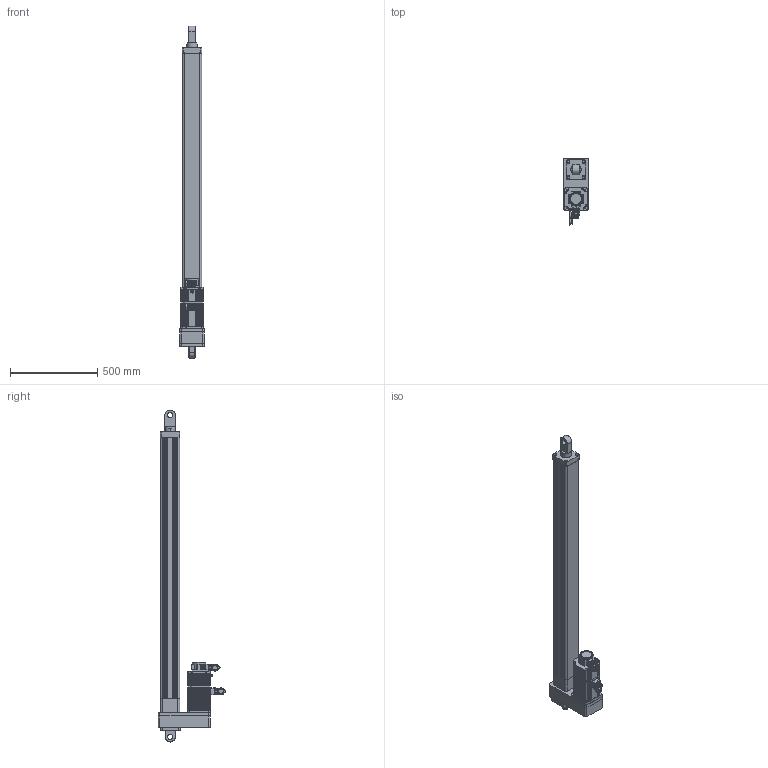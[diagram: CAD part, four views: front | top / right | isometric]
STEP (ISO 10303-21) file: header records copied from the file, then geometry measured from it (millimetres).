
FILE_DESCRIPTION (( 'STEP AP203' ), '1' );
FILE_NAME ('230427-NG-110缸折叠1300行程前后单销耳安装装配体.STEP', '2023-10-19T02:59:45', ( '微软用户' ), ( '微软中国' ), 'SwSTEP 2.0', 'SolidWorks 2016', '' );
FILE_SCHEMA (( 'CONFIG_CONTROL_DESIGN' ));
Length unit declared in the file: millimetre
Products named in the file (19): 130綴裔; 瑤脣價釱; 15郋瑤脣; 15郋瑤脣釱_1; 130惕掅綴裔; 4郋瑤脣; 130-4郋瑤脣釱_1; 晤鎢ん欶; 230427-NG-95詰蚚ヶ等种嫉; 130儂褲; 130惕掅儂褲; 130ヶ裔; 230427-NG-110缸行程1800折叠前后单销耳安装; 130 6N.M惕掅粣; 230427-NG-95詰蚚MS-130ST-TL10025BZ-22P6; 瑤脣々菜; 惕掅脣芛; 230427-NG-110詰蚚綴等种嫉; 230427-NG-110缸折叠1300行程前后单销耳安装装配体
Assembly tree (19 placements, depth 4):
  230427-NG-110缸折叠1300行程前后单销耳安装装配体
    230427-NG-110缸行程1800折叠前后单销耳安装
    230427-NG-110詰蚚綴等种嫉
    230427-NG-95詰蚚MS-130ST-TL10025BZ-22P6
      130ヶ裔
      130綴裔
      晤鎢ん欶
      130 6N.M惕掅粣
      130惕掅綴裔
      130儂褲
      130-4郋瑤脣釱_1
        4郋瑤脣
        瑤脣價釱
        瑤脣々菜
      15郋瑤脣釱_1
        15郋瑤脣
        瑤脣々菜
      130惕掅儂褲
      惕掅脣芛
    230427-NG-95詰蚚ヶ等种嫉
Bounding box: 142 x 388.78 x 1901 mm (x, y, z)
Volume: 13110633.6 mm3; surface area: 2347399 mm2
Topology: 17 solids, 22 shells, 2114 faces, 5711 edges, 3700 vertices
Faces by surface type: plane 1141, cylinder 851, bspline 81, cone 37, torus 4
Entity records: 77971 total; most frequent: CARTESIAN_POINT 24004, ORIENTED_EDGE 11030, DIRECTION 10638, EDGE_CURVE 5515, VERTEX_POINT 3624, LINE 3592, VECTOR 3592, AXIS2_PLACEMENT_3D 3523
